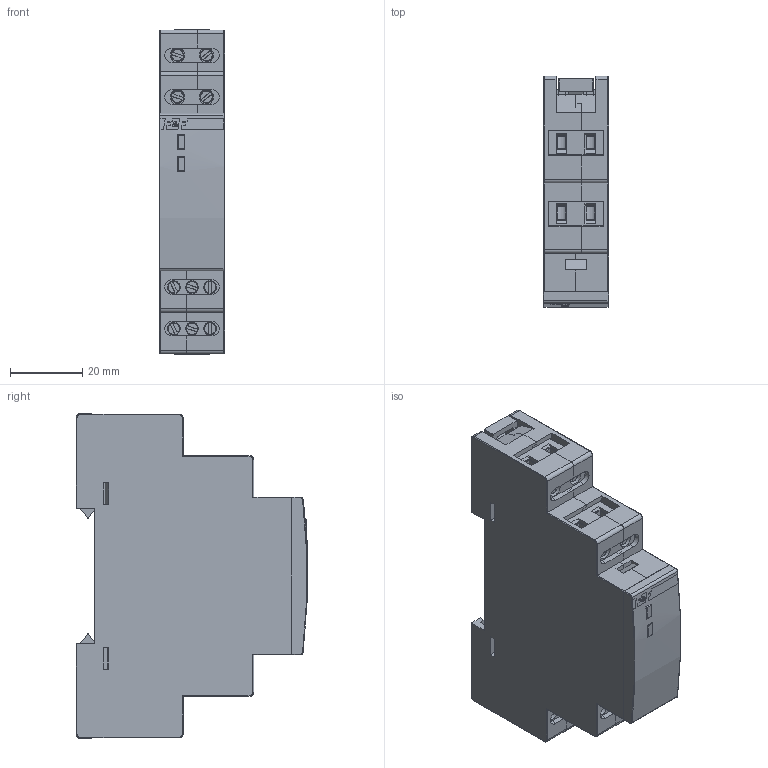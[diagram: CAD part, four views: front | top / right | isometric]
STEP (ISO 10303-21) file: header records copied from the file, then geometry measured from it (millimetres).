
FILE_DESCRIPTION(('STEP AP242'), '1');
FILE_NAME('BIS-412 ñáîðêà', '', ('UNSPECIFIED'), ('UNSPECIFIED'), 'C3D Converter', 'C3D Toolkit', '');
FILE_SCHEMA(('AP242_MANAGED_MODEL_BASED_3D_ENGINEERING_MIM_LF { 1 0 10303 442 1 1 4 }'));
Length unit declared in the file: millimetre
Assembly tree (17 placements, depth 3):
  (unnamed)
    (unnamed)  x2
    (unnamed)  x2
      (unnamed)
    (unnamed)  x2
      (unnamed)
    (unnamed)
      (unnamed)
    (unnamed)
    (unnamed)
    (unnamed)  x2
Bounding box: 18.02 x 63.95 x 90 mm (x, y, z)
Volume: 28182.5 mm3; surface area: 37403.6 mm2
Topology: 33 solids, 33 shells, 1127 faces, 2942 edges, 1894 vertices
Faces by surface type: plane 859, cylinder 114, extrusion 88, cone 40, torus 18, sphere 8
Full cylindrical faces by diameter (mm): 2 x10, 3.5 x6, 4 x4
Entity records: 22266 total; most frequent: CARTESIAN_POINT 4092, ORIENTED_EDGE 3388, DIRECTION 2913, EDGE_CURVE 1694, VECTOR 1403, LINE 1315, VERTEX_POINT 1108, AXIS2_PLACEMENT_3D 755
